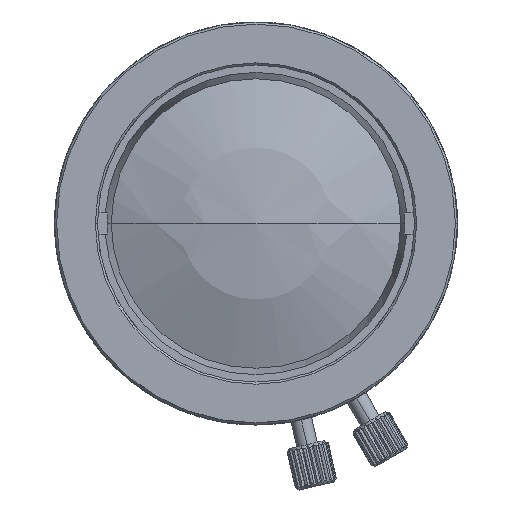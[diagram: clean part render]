
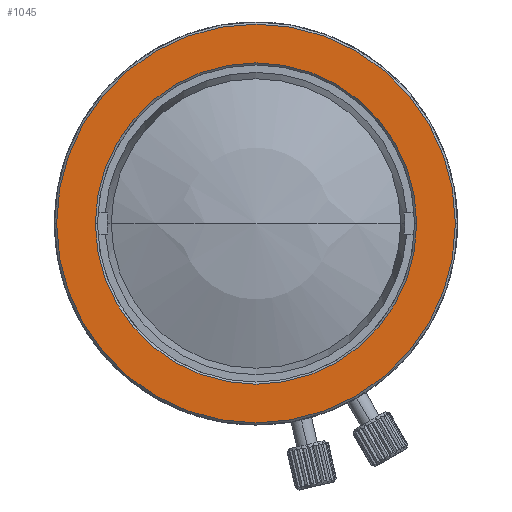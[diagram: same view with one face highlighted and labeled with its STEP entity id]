
A CAD part, left-side view. The second image highlights one B-rep face of the part: STEP entity #1045.
In plain terms, the highlighted planar face has unit normal (-1, 0, 0).
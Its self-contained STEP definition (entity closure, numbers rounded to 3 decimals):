
#999 = EDGE_CURVE('',#1000,#1002,#1004,.T.);
#1000 = VERTEX_POINT('',#1001);
#1001 = CARTESIAN_POINT('',(-19.05,18.8,0.));
#1002 = VERTEX_POINT('',#1003);
#1003 = CARTESIAN_POINT('',(-19.05,-18.8,0.));
#1004 = CIRCLE('',#1005,18.8);
#1005 = AXIS2_PLACEMENT_3D('',#1006,#1007,#1008);
#1006 = CARTESIAN_POINT('',(-19.05,0.,0.));
#1007 = DIRECTION('',(1.,0.,0.));
#1008 = DIRECTION('',(-0.,1.,0.));
#1033 = EDGE_CURVE('',#1002,#1000,#1034,.T.);
#1034 = CIRCLE('',#1035,18.8);
#1035 = AXIS2_PLACEMENT_3D('',#1036,#1037,#1038);
#1036 = CARTESIAN_POINT('',(-19.05,0.,0.));
#1037 = DIRECTION('',(1.,0.,0.));
#1038 = DIRECTION('',(0.,-1.,0.));
#1045 = ADVANCED_FACE('',(#1046,#1050),#1070,.F.);
#1046 = FACE_BOUND('',#1047,.F.);
#1047 = EDGE_LOOP('',(#1048,#1049));
#1048 = ORIENTED_EDGE('',*,*,#1033,.T.);
#1049 = ORIENTED_EDGE('',*,*,#999,.T.);
#1050 = FACE_BOUND('',#1051,.F.);
#1051 = EDGE_LOOP('',(#1052,#1063));
#1052 = ORIENTED_EDGE('',*,*,#1053,.T.);
#1053 = EDGE_CURVE('',#1054,#1056,#1058,.T.);
#1054 = VERTEX_POINT('',#1055);
#1055 = CARTESIAN_POINT('',(-19.05,-15.15,0.));
#1056 = VERTEX_POINT('',#1057);
#1057 = CARTESIAN_POINT('',(-19.05,15.15,0.));
#1058 = CIRCLE('',#1059,15.15);
#1059 = AXIS2_PLACEMENT_3D('',#1060,#1061,#1062);
#1060 = CARTESIAN_POINT('',(-19.05,0.,0.));
#1061 = DIRECTION('',(-1.,0.,0.));
#1062 = DIRECTION('',(0.,-1.,0.));
#1063 = ORIENTED_EDGE('',*,*,#1064,.T.);
#1064 = EDGE_CURVE('',#1056,#1054,#1065,.T.);
#1065 = CIRCLE('',#1066,15.15);
#1066 = AXIS2_PLACEMENT_3D('',#1067,#1068,#1069);
#1067 = CARTESIAN_POINT('',(-19.05,0.,0.));
#1068 = DIRECTION('',(-1.,0.,0.));
#1069 = DIRECTION('',(0.,1.,0.));
#1070 = PLANE('',#1071);
#1071 = AXIS2_PLACEMENT_3D('',#1072,#1073,#1074);
#1072 = CARTESIAN_POINT('',(-19.05,0.,0.));
#1073 = DIRECTION('',(1.,0.,0.));
#1074 = DIRECTION('',(0.,-1.,0.));
